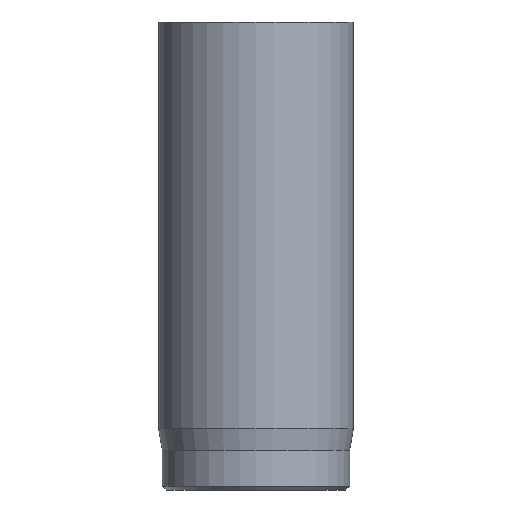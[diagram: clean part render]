
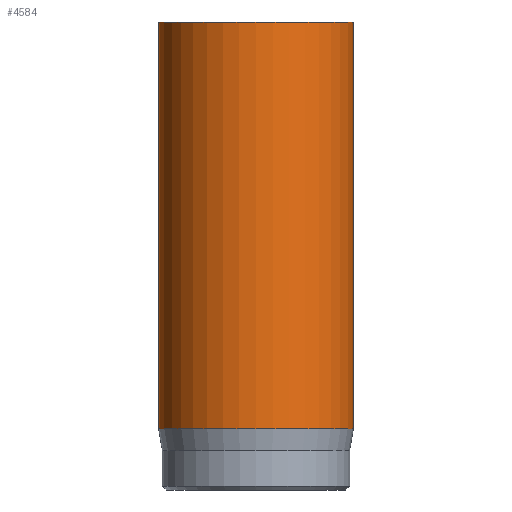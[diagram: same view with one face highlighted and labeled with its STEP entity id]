
A CAD part, front view. The second image highlights one B-rep face of the part: STEP entity #4584.
In plain terms, the highlighted cylindrical face has radius 2.5 mm (diameter 5 mm), a full revolution.
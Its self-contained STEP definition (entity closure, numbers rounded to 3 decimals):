
#31=CYLINDRICAL_SURFACE('',#4761,2.5);
#45=CIRCLE('',#4738,2.5);
#56=CIRCLE('',#4759,2.5);
#57=CIRCLE('',#4760,2.5);
#410=FACE_OUTER_BOUND('',#684,.T.);
#684=EDGE_LOOP('',(#4090,#4091,#4092,#4093,#4094));
#1016=LINE('',#8738,#1354);
#1354=VECTOR('',#5295,2.5);
#2105=VERTEX_POINT('',#8693);
#2117=VERTEX_POINT('',#8732);
#2118=VERTEX_POINT('',#8733);
#2763=EDGE_CURVE('',#2105,#2105,#45,.T.);
#2780=EDGE_CURVE('',#2117,#2118,#56,.T.);
#2781=EDGE_CURVE('',#2118,#2117,#57,.T.);
#2783=EDGE_CURVE('',#2105,#2117,#1016,.T.);
#4090=ORIENTED_EDGE('',*,*,#2763,.T.);
#4091=ORIENTED_EDGE('',*,*,#2783,.T.);
#4092=ORIENTED_EDGE('',*,*,#2780,.T.);
#4093=ORIENTED_EDGE('',*,*,#2781,.T.);
#4094=ORIENTED_EDGE('',*,*,#2783,.F.);
#4584=ADVANCED_FACE('',(#410),#31,.T.);
#4738=AXIS2_PLACEMENT_3D('',#8694,#5240,#5241);
#4759=AXIS2_PLACEMENT_3D('',#8734,#5288,#5289);
#4760=AXIS2_PLACEMENT_3D('',#8735,#5290,#5291);
#4761=AXIS2_PLACEMENT_3D('',#8737,#5293,#5294);
#5240=DIRECTION('center_axis',(0.,0.,-1.));
#5241=DIRECTION('ref_axis',(-1.,0.,0.));
#5288=DIRECTION('center_axis',(0.,0.,1.));
#5289=DIRECTION('ref_axis',(-1.,0.,0.));
#5290=DIRECTION('center_axis',(0.,0.,1.));
#5291=DIRECTION('ref_axis',(-1.,0.,0.));
#5293=DIRECTION('center_axis',(0.,0.,1.));
#5294=DIRECTION('ref_axis',(-1.,0.,0.));
#5295=DIRECTION('',(0.,0.,-1.));
#8693=CARTESIAN_POINT('',(2.5,0.,12.));
#8694=CARTESIAN_POINT('Origin',(0.,0.,12.));
#8732=CARTESIAN_POINT('',(2.5,0.,1.567));
#8733=CARTESIAN_POINT('',(-2.5,0.,1.567));
#8734=CARTESIAN_POINT('Origin',(0.,0.,1.567));
#8735=CARTESIAN_POINT('Origin',(0.,0.,1.567));
#8737=CARTESIAN_POINT('Origin',(0.,0.,0.));
#8738=CARTESIAN_POINT('',(2.5,0.,0.));
